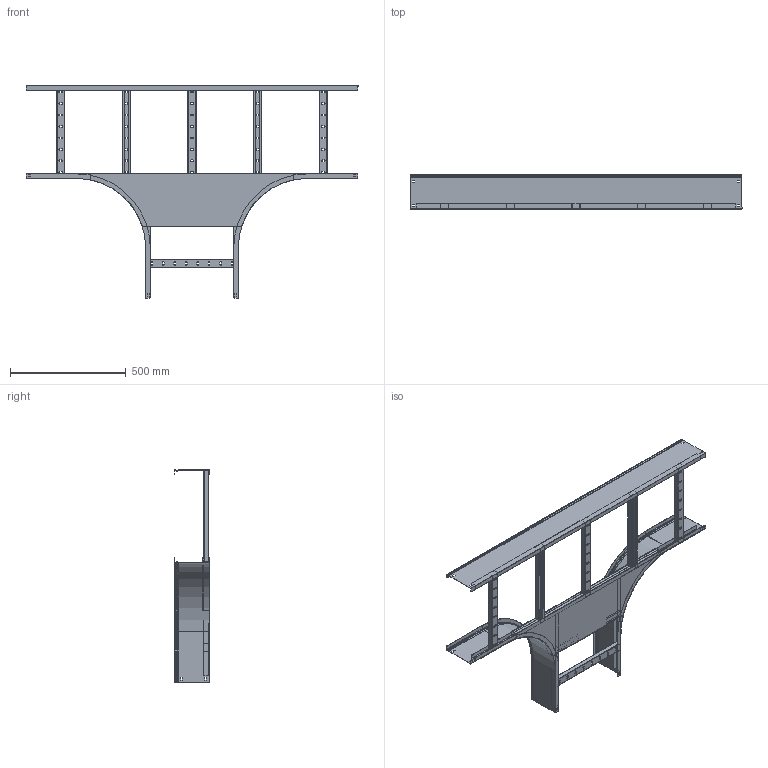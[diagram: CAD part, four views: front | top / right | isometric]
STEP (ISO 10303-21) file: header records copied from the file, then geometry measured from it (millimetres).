
FILE_DESCRIPTION (( 'STEP AP214' ), '1' );
FILE_NAME ('CRT04-4-150x400.STEP', '2021-03-10T06:27:02', ( '' ), ( '' ), 'SwSTEP 2.0', 'SolidWorks 2017', '' );
FILE_SCHEMA (( 'AUTOMOTIVE_DESIGN' ));
Length unit declared in the file: millimetre
Products named in the file (9): 岓臍 195.03.10 捘 冓憵_00_-02 (1374x400); ÊÈÂÀ 195.03.04 Ï-ïðîôèëü_00_-03 (1374); ÊÈÂÀ 195.03.02_Ïëàñòèíà ñîåäèíèòåëüíàÿ_00_-02 (1374); ÊÈÂÀ 195.01.03_Ïëàíêà ïîïåðå÷íàÿ_00_-02; ÊÈÂÀ 195.01.05 Ï-ïðîôèëü_îòâ_ö_00_668.2; 岓臍 195.01.01_呧翲歑鍙 摳賧禖嶱闅槂鐻00_-03 h150; ÊÈÂÀ 195.03.01 Ëîíæåðîí ïðÿìîé_00_-17; 岓臍 195.01.20 捘 冓憵_闅槂鐻00_-02 (400); CRT04-4-150x400
Assembly tree (18 placements, depth 3):
  CRT04-4-150x400
    岓臍 195.03.10 捘 冓憵_00_-02 (1374x400)
      ÊÈÂÀ 195.03.04 Ï-ïðîôèëü_00_-03 (1374)  x2
      ÊÈÂÀ 195.01.03_Ïëàíêà ïîïåðå÷íàÿ_00_-02  x5
    ÊÈÂÀ 195.03.02_Ïëàñòèíà ñîåäèíèòåëüíàÿ_00_-02 (1374)  x2
    岓臍 195.01.20 捘 冓憵_闅槂鐻00_-02 (400)
      ÊÈÂÀ 195.01.05 Ï-ïðîôèëü_îòâ_ö_00_668.2  x2
      ÊÈÂÀ 195.01.03_Ïëàíêà ïîïåðå÷íàÿ_00_-02  x2
    岓臍 195.01.01_呧翲歑鍙 摳賧禖嶱闅槂鐻00_-03 h150  x2
    ÊÈÂÀ 195.03.01 Ëîíæåðîí ïðÿìîé_00_-17
Bounding box: 1434 x 150.3 x 917 mm (x, y, z)
Volume: 1672719.9 mm3; surface area: 2821595 mm2
Topology: 16 solids, 16 shells, 1006 faces, 2526 edges, 1552 vertices
Faces by surface type: plane 714, cylinder 272, torus 12, cone 8
Entity records: 11110 total; most frequent: CARTESIAN_POINT 1863, DIRECTION 1862, ORIENTED_EDGE 1828, EDGE_CURVE 914, LINE 732, VECTOR 732, VERTEX_POINT 566, AXIS2_PLACEMENT_3D 565
